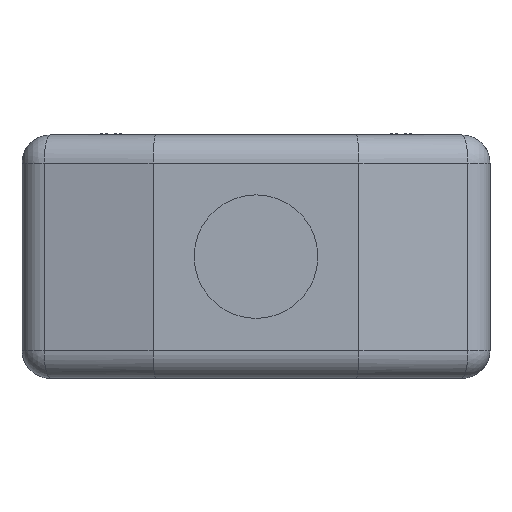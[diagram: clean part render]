
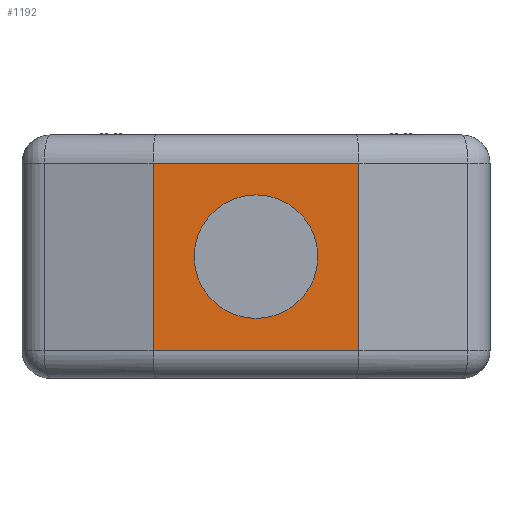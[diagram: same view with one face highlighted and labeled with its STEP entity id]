
A CAD part, left-side view. The second image highlights one B-rep face of the part: STEP entity #1192.
In plain terms, the highlighted planar face has unit normal (-1, 0, 0).
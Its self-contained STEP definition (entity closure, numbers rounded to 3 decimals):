
#542 = CARTESIAN_POINT ( 'NONE',  ( -29.9, 0., 3.3 ) ) ;
#737 = AXIS2_PLACEMENT_3D ( 'NONE', #1103, #4153, #1054 ) ;
#1013 = CARTESIAN_POINT ( 'NONE',  ( -29.9, -5.5, -5. ) ) ;
#1054 = DIRECTION ( 'NONE',  ( 0., 0., 1. ) ) ;
#1103 = CARTESIAN_POINT ( 'NONE',  ( -29.9, 0., 0. ) ) ;
#1192 = ADVANCED_FACE ( 'NONE', ( #7584, #3922 ), #1217, .T. ) ;
#1217 = PLANE ( 'NONE',  #4187 ) ;
#1653 = DIRECTION ( 'NONE',  ( 0., 0., -1. ) ) ;
#1745 = DIRECTION ( 'NONE',  ( 0., -1., 0. ) ) ;
#2485 = VERTEX_POINT ( 'NONE', #1013 ) ;
#2500 = VECTOR ( 'NONE', #1653, 1000. ) ;
#3158 = CARTESIAN_POINT ( 'NONE',  ( -29.9, 5.5, 5. ) ) ;
#3283 = VERTEX_POINT ( 'NONE', #542 ) ;
#3565 = CARTESIAN_POINT ( 'NONE',  ( -29.9, 0., 6.5 ) ) ;
#3845 = VERTEX_POINT ( 'NONE', #10483 ) ;
#3900 = EDGE_CURVE ( 'NONE', #3283, #3283, #12887, .T. ) ;
#3922 = FACE_OUTER_BOUND ( 'NONE', #11011, .T. ) ;
#4153 = DIRECTION ( 'NONE',  ( -1., 0., 0. ) ) ;
#4187 = AXIS2_PLACEMENT_3D ( 'NONE', #3565, #5911, #7873 ) ;
#4479 = LINE ( 'NONE', #9127, #9776 ) ;
#5357 = VERTEX_POINT ( 'NONE', #5512 ) ;
#5458 = DIRECTION ( 'NONE',  ( 0., 1., 0. ) ) ;
#5512 = CARTESIAN_POINT ( 'NONE',  ( -29.9, -5.5, 5. ) ) ;
#5911 = DIRECTION ( 'NONE',  ( -1., 0., 0. ) ) ;
#6062 = ORIENTED_EDGE ( 'NONE', *, *, #3900, .F. ) ;
#6099 = VECTOR ( 'NONE', #5458, 1000. ) ;
#6475 = ORIENTED_EDGE ( 'NONE', *, *, #11441, .T. ) ;
#6657 = LINE ( 'NONE', #9186, #12146 ) ;
#6759 = LINE ( 'NONE', #10869, #6099 ) ;
#7584 = FACE_BOUND ( 'NONE', #12579, .T. ) ;
#7873 = DIRECTION ( 'NONE',  ( 0., 0., 1. ) ) ;
#8889 = EDGE_CURVE ( 'NONE', #3845, #2485, #6657, .T. ) ;
#9127 = CARTESIAN_POINT ( 'NONE',  ( -29.9, -5.5, 6.5 ) ) ;
#9186 = CARTESIAN_POINT ( 'NONE',  ( -29.9, -5.5, -5. ) ) ;
#9267 = VERTEX_POINT ( 'NONE', #3158 ) ;
#9776 = VECTOR ( 'NONE', #10143, 1000. ) ;
#10143 = DIRECTION ( 'NONE',  ( 0., 0., -1. ) ) ;
#10483 = CARTESIAN_POINT ( 'NONE',  ( -29.9, 5.5, -5. ) ) ;
#10591 = ORIENTED_EDGE ( 'NONE', *, *, #8889, .T. ) ;
#10650 = ORIENTED_EDGE ( 'NONE', *, *, #13111, .T. ) ;
#10869 = CARTESIAN_POINT ( 'NONE',  ( -29.9, 0., 5. ) ) ;
#11011 = EDGE_LOOP ( 'NONE', ( #6475, #10591, #13165, #10650 ) ) ;
#11089 = CARTESIAN_POINT ( 'NONE',  ( -29.9, 5.5, 6.5 ) ) ;
#11441 = EDGE_CURVE ( 'NONE', #9267, #3845, #13272, .T. ) ;
#12146 = VECTOR ( 'NONE', #1745, 1000. ) ;
#12300 = EDGE_CURVE ( 'NONE', #5357, #2485, #4479, .T. ) ;
#12579 = EDGE_LOOP ( 'NONE', ( #6062 ) ) ;
#12887 = CIRCLE ( 'NONE', #737, 3.3 ) ;
#13111 = EDGE_CURVE ( 'NONE', #5357, #9267, #6759, .T. ) ;
#13165 = ORIENTED_EDGE ( 'NONE', *, *, #12300, .F. ) ;
#13272 = LINE ( 'NONE', #11089, #2500 ) ;
